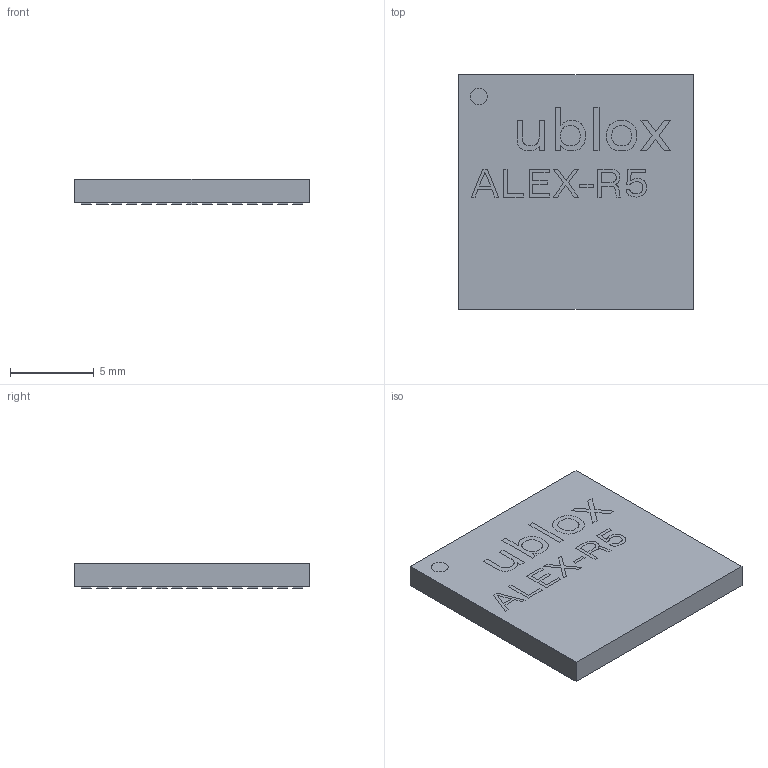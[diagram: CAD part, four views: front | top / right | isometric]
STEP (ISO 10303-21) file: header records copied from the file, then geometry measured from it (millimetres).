
FILE_DESCRIPTION(('FreeCAD Model'),'2;1');
FILE_NAME('Open CASCADE Shape Model','2022-01-26T17:26:35',('Author'),( ''),'Open CASCADE STEP processor 7.5','FreeCAD','Unknown');
FILE_SCHEMA(('AUTOMOTIVE_DESIGN { 1 0 10303 214 1 1 1 1 }'));
Length unit declared in the file: millimetre
Products named in the file (277): ALEX_R5; ENGRAVING_UBLOX; ALEX; Body; 7171947920; Extruded; Pins; 7076414928; Extruded001; 7166325616; Extruded002; 7166325616001; Extruded003; 7166325616002; Extruded004; 7166325616003; Extruded005; 7166325616004; Extruded006; 7166325616005; Extruded007; 7166325616006; Extruded008; 7166325616007; Extruded009; 7166325616008; Extruded010; 7166325616009; Extruded011; 7166325616010; Extruded012; 7166325616011; Extruded013; 7166325616012; Extruded014; 7166325616013; Extruded015; 7166325616014; Extruded016; 7166325616015 ...
Assembly tree (276 placements, depth 5):
  ALEX_R5
    ENGRAVING_UBLOX
    ALEX
      Body
        7171947920
          Extruded
      Pins
        7076414928
          Extruded001
        7166325616
          Extruded002
        7166325616001
          Extruded003
        7166325616002
          Extruded004
        7166325616003
          Extruded005
        7166325616004
          Extruded006
        7166325616005
          Extruded007
        7166325616006
          Extruded008
        7166325616007
          Extruded009
        7166325616008
          Extruded010
        7166325616009
          Extruded011
        7166325616010
          Extruded012
        7166325616011
          Extruded013
        7166325616012
          Extruded014
        7166325616013
          Extruded015
        7166325616014
          Extruded016
        7166325616015
          Extruded017
        7166325616016
          Extruded018
        7166325616017
          Extruded019
        7166325616018
          Extruded020
        7166325616019
          Extruded021
        7166325616020
          Extruded022
        7166325616021
          Extruded023
        7166325616022
          Extruded024
        7166325616023
          Extruded025
        7166325616024
          Extruded026
        7166325616025
Bounding box: 14 x 14 x 1.5 mm (x, y, z)
Volume: 280.5 mm3; surface area: 635.3 mm2
Topology: 148 solids, 148 shells, 1003 faces, 2121 edges, 1414 vertices
Faces by surface type: plane 929, extrusion 73, cylinder 1
Full cylindrical faces by diameter (mm): 1 x1
Entity records: 60190 total; most frequent: CARTESIAN_POINT 9787, DIRECTION 8560, VECTOR 6140, LINE 6067, ORIENTED_EDGE 4242, PCURVE 4242, DEFINITIONAL_REPRESENTATION 4242, EDGE_CURVE 2121
